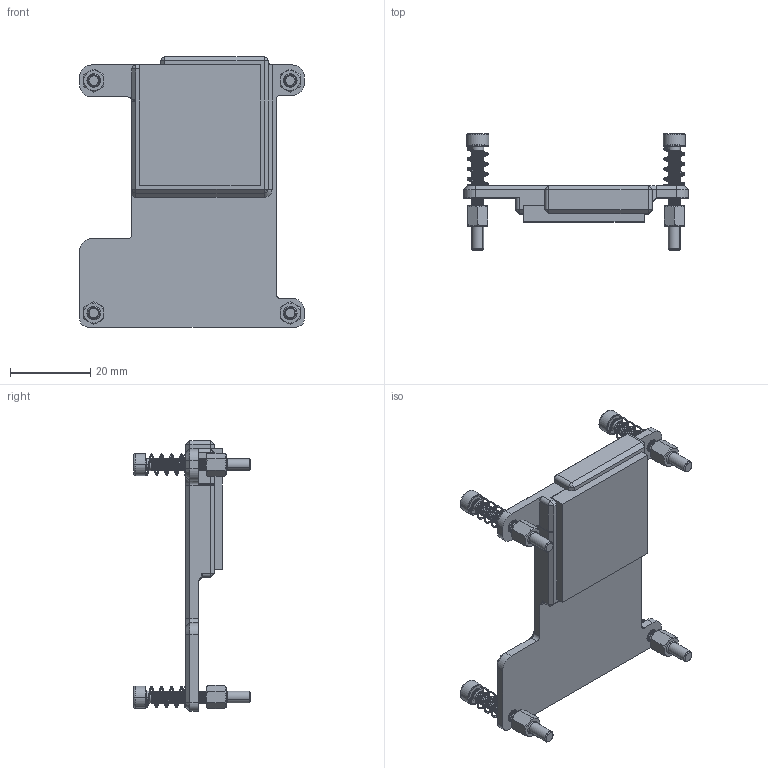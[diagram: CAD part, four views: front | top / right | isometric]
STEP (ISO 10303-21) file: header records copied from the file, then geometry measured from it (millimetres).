
FILE_DESCRIPTION (( 'STEP AP214' ), '1' );
FILE_NAME ('opiAssembly.STEP', '2024-02-02T15:57:21', ( '' ), ( '' ), 'SwSTEP 2.0', 'SolidWorks 2022', '' );
FILE_SCHEMA (( 'AUTOMOTIVE_DESIGN' ));
Length unit declared in the file: millimetre
Products named in the file (6): 30mm_WC_block; socket head cap screw_din_DIN 912 M3 x 16 --- 16S; M3_M_TO_F_5MM_STANDOFF.step; opiAssembly; opi_watercool_aadapter; 10mm spring
Assembly tree (14 placements, depth 2):
  opiAssembly
    30mm_WC_block
    opi_watercool_aadapter
    M3_M_TO_F_5MM_STANDOFF.step  x4
    10mm spring  x4
    socket head cap screw_din_DIN 912 M3 x 16 --- 16S  x4
Bounding box: 56 x 29 x 67.41 mm (x, y, z)
Volume: 12865.9 mm3; surface area: 11374 mm2
Topology: 14 solids, 14 shells, 1112 faces, 2812 edges, 1731 vertices
Faces by surface type: cone 548, cylinder 317, plane 177, torus 56, bspline 14
Entity records: 15021 total; most frequent: CARTESIAN_POINT 5185, DIRECTION 2158, ORIENTED_EDGE 1968, EDGE_CURVE 984, AXIS2_PLACEMENT_3D 850, VERTEX_POINT 606, VECTOR 458, LINE 458
